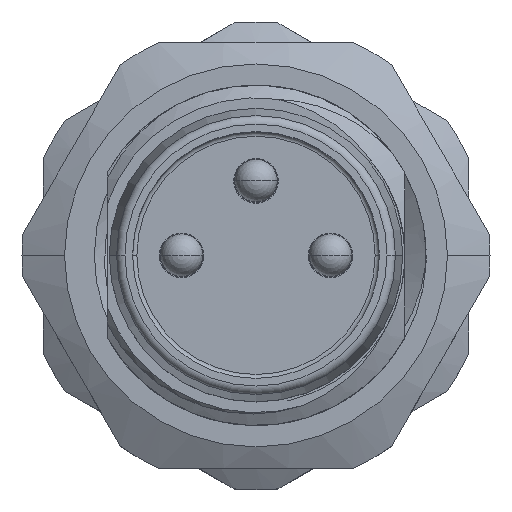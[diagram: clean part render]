
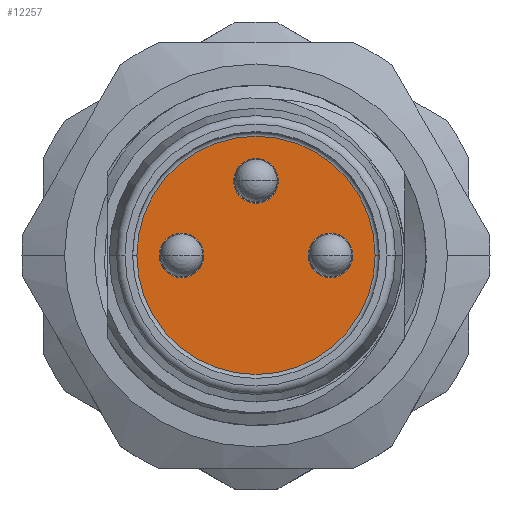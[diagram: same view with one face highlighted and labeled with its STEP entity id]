
A CAD part, top view. The second image highlights one B-rep face of the part: STEP entity #12257.
In plain terms, the highlighted planar face has unit normal (0, 0, 1).
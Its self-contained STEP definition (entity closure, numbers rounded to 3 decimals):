
#10869=CARTESIAN_POINT('',(1.75,0.,7.));
#10870=DIRECTION('',(0.,0.,1.));
#10871=DIRECTION('',(1.,0.,0.));
#10872=AXIS2_PLACEMENT_3D('',#10869,#10870,#10871);
#10874=CARTESIAN_POINT('',(1.75,0.,7.));
#10875=DIRECTION('',(0.,0.,1.));
#10876=DIRECTION('',(-1.,0.,0.));
#10877=AXIS2_PLACEMENT_3D('',#10874,#10875,#10876);
#10879=CARTESIAN_POINT('',(0.,1.75,7.));
#10880=DIRECTION('',(0.,0.,1.));
#10881=DIRECTION('',(1.,0.,0.));
#10882=AXIS2_PLACEMENT_3D('',#10879,#10880,#10881);
#10884=CARTESIAN_POINT('',(0.,1.75,7.));
#10885=DIRECTION('',(0.,0.,1.));
#10886=DIRECTION('',(-1.,0.,0.));
#10887=AXIS2_PLACEMENT_3D('',#10884,#10885,#10886);
#10889=CARTESIAN_POINT('',(-1.75,0.,7.));
#10890=DIRECTION('',(0.,0.,1.));
#10891=DIRECTION('',(1.,0.,0.));
#10892=AXIS2_PLACEMENT_3D('',#10889,#10890,#10891);
#10894=CARTESIAN_POINT('',(-1.75,0.,7.));
#10895=DIRECTION('',(0.,0.,1.));
#10896=DIRECTION('',(-1.,0.,0.));
#10897=AXIS2_PLACEMENT_3D('',#10894,#10895,#10896);
#10899=CARTESIAN_POINT('',(0.,0.,7.));
#10900=DIRECTION('',(0.,0.,-1.));
#10901=DIRECTION('',(-1.,0.,0.));
#10902=AXIS2_PLACEMENT_3D('',#10899,#10900,#10901);
#10904=CARTESIAN_POINT('',(0.,0.,7.));
#10905=DIRECTION('',(0.,0.,-1.));
#10906=DIRECTION('',(1.,0.,0.));
#10907=AXIS2_PLACEMENT_3D('',#10904,#10905,#10906);
#11696=CARTESIAN_POINT('',(2.275,0.,7.));
#11697=CARTESIAN_POINT('',(1.225,0.,7.));
#11698=VERTEX_POINT('',#11696);
#11699=VERTEX_POINT('',#11697);
#11700=CARTESIAN_POINT('',(0.525,1.75,7.));
#11701=CARTESIAN_POINT('',(-0.525,1.75,7.));
#11702=VERTEX_POINT('',#11700);
#11703=VERTEX_POINT('',#11701);
#11704=CARTESIAN_POINT('',(-1.225,0.,7.));
#11705=CARTESIAN_POINT('',(-2.275,0.,7.));
#11706=VERTEX_POINT('',#11704);
#11707=VERTEX_POINT('',#11705);
#11920=CARTESIAN_POINT('',(-2.8,0.,7.));
#11921=CARTESIAN_POINT('',(2.8,0.,7.));
#11922=VERTEX_POINT('',#11920);
#11923=VERTEX_POINT('',#11921);
#12230=CARTESIAN_POINT('',(0.,0.,7.));
#12231=DIRECTION('',(0.,0.,1.));
#12232=DIRECTION('',(1.,0.,0.));
#12233=AXIS2_PLACEMENT_3D('',#12230,#12231,#12232);
#12234=PLANE('',#12233);
#12236=ORIENTED_EDGE('',*,*,#12235,.T.);
#12238=ORIENTED_EDGE('',*,*,#12237,.T.);
#12239=EDGE_LOOP('',(#12236,#12238));
#12240=FACE_OUTER_BOUND('',#12239,.F.);
#12242=ORIENTED_EDGE('',*,*,#12241,.T.);
#12244=ORIENTED_EDGE('',*,*,#12243,.T.);
#12245=EDGE_LOOP('',(#12242,#12244));
#12246=FACE_BOUND('',#12245,.F.);
#12248=ORIENTED_EDGE('',*,*,#12247,.T.);
#12250=ORIENTED_EDGE('',*,*,#12249,.T.);
#12251=EDGE_LOOP('',(#12248,#12250));
#12252=FACE_BOUND('',#12251,.F.);
#12253=ORIENTED_EDGE('',*,*,#12210,.T.);
#12254=ORIENTED_EDGE('',*,*,#12224,.T.);
#12255=EDGE_LOOP('',(#12253,#12254));
#12256=FACE_BOUND('',#12255,.F.);
#10873=CIRCLE('',#10872,0.525);
#10878=CIRCLE('',#10877,0.525);
#10883=CIRCLE('',#10882,0.525);
#10888=CIRCLE('',#10887,0.525);
#10893=CIRCLE('',#10892,0.525);
#10898=CIRCLE('',#10897,0.525);
#10903=CIRCLE('',#10902,2.8);
#10908=CIRCLE('',#10907,2.8);
#12210=EDGE_CURVE('',#11698,#11699,#10873,.T.);
#12224=EDGE_CURVE('',#11699,#11698,#10878,.T.);
#12235=EDGE_CURVE('',#11922,#11923,#10903,.T.);
#12237=EDGE_CURVE('',#11923,#11922,#10908,.T.);
#12241=EDGE_CURVE('',#11702,#11703,#10883,.T.);
#12243=EDGE_CURVE('',#11703,#11702,#10888,.T.);
#12247=EDGE_CURVE('',#11706,#11707,#10893,.T.);
#12249=EDGE_CURVE('',#11707,#11706,#10898,.T.);
#12257=ADVANCED_FACE('',(#12240,#12246,#12252,#12256),#12234,.T.);
